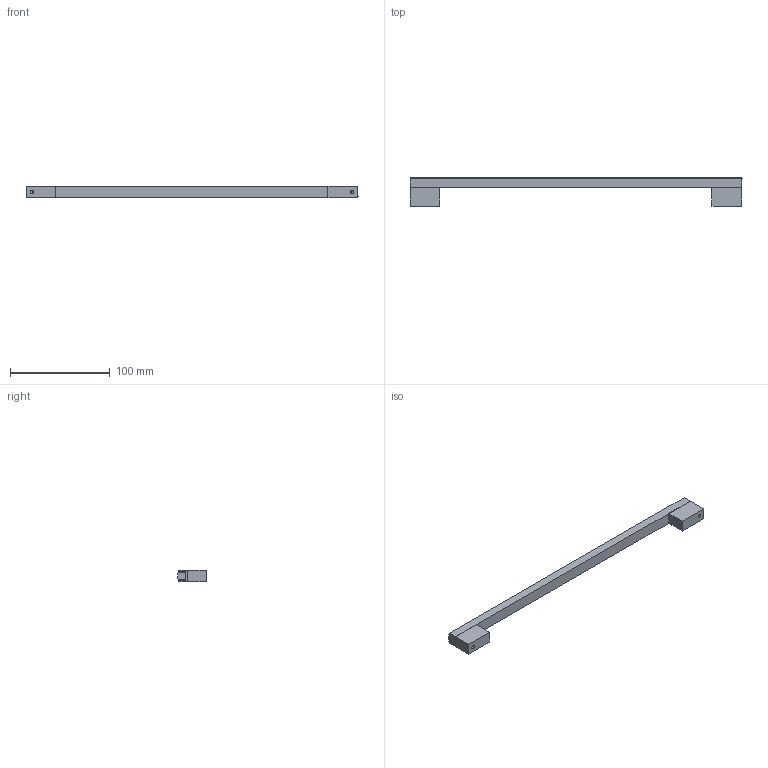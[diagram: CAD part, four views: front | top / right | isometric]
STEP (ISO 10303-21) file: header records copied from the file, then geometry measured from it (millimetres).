
FILE_DESCRIPTION (( 'STEP AP214' ), '1' );
FILE_NAME ('F001551,F001557_3D.step', '2022-06-10T07:00:38', ( '' ), ( '' ), 'SwSTEP 2.0', 'SolidWorks 2020', '' );
FILE_SCHEMA (( 'AUTOMOTIVE_DESIGN' ));
Length unit declared in the file: millimetre
Products named in the file (1): F001551,F001557_3D
Bounding box: 332 x 28.74 x 12 mm (x, y, z)
Volume: 49968.5 mm3; surface area: 33729 mm2
Topology: 4 solids, 4 shells, 36 faces, 80 edges, 50 vertices
Faces by surface type: plane 25, cylinder 7, cone 4
Entity records: 1063 total; most frequent: DIRECTION 164, CARTESIAN_POINT 163, ORIENTED_EDGE 152, EDGE_CURVE 76, VECTOR 62, LINE 62, AXIS2_PLACEMENT_3D 51, VERTEX_POINT 50
